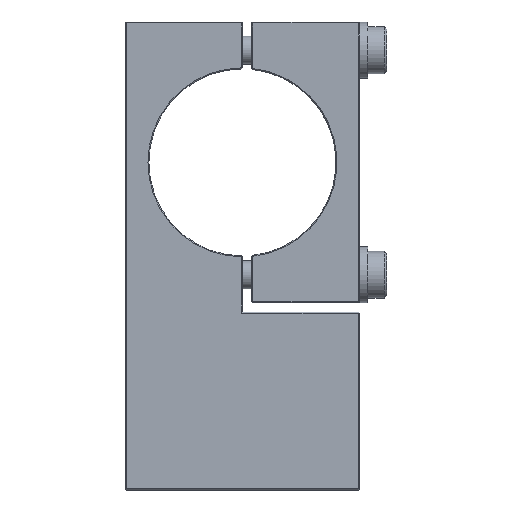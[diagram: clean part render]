
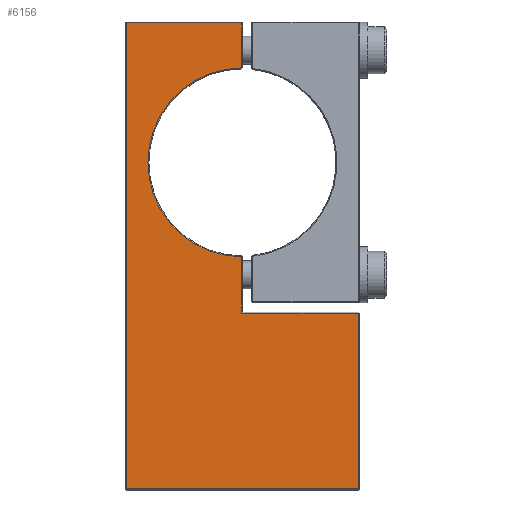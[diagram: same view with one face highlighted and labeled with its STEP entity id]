
A CAD part, top view. The second image highlights one B-rep face of the part: STEP entity #6156.
In plain terms, the highlighted planar face has unit normal (0, 0, 1).
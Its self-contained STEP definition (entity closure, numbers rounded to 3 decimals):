
#176=PLANE('',#6585);
#392=FACE_OUTER_BOUND('',#759,.T.);
#759=EDGE_LOOP('',(#4668,#4669,#4670,#4671,#4672,#4673,#4674,#4675));
#993=CIRCLE('',#6568,20.2);
#1641=LINE('',#15233,#2044);
#1643=LINE('',#15236,#2046);
#1647=LINE('',#15245,#2050);
#1657=LINE('',#15263,#2060);
#1663=LINE('',#15272,#2066);
#1667=LINE('',#15278,#2070);
#1671=LINE('',#15284,#2074);
#2044=VECTOR('',#7284,10.);
#2046=VECTOR('',#7288,10.);
#2050=VECTOR('',#7302,10.);
#2060=VECTOR('',#7328,10.);
#2066=VECTOR('',#7340,10.);
#2070=VECTOR('',#7348,10.);
#2074=VECTOR('',#7356,10.);
#2506=VERTEX_POINT('',#15100);
#2509=VERTEX_POINT('',#15107);
#2515=VERTEX_POINT('',#15121);
#2522=VERTEX_POINT('',#15140);
#2527=VERTEX_POINT('',#15154);
#2534=VERTEX_POINT('',#15170);
#2539=VERTEX_POINT('',#15184);
#2545=VERTEX_POINT('',#15198);
#3278=EDGE_CURVE('',#2539,#2545,#1641,.T.);
#3280=EDGE_CURVE('',#2545,#2534,#1643,.T.);
#3286=EDGE_CURVE('',#2527,#2539,#1647,.T.);
#3292=EDGE_CURVE('',#2534,#2522,#993,.T.);
#3298=EDGE_CURVE('',#2515,#2527,#1657,.T.);
#3304=EDGE_CURVE('',#2522,#2509,#1663,.T.);
#3308=EDGE_CURVE('',#2506,#2515,#1667,.T.);
#3312=EDGE_CURVE('',#2509,#2506,#1671,.T.);
#4668=ORIENTED_EDGE('',*,*,#3278,.F.);
#4669=ORIENTED_EDGE('',*,*,#3286,.F.);
#4670=ORIENTED_EDGE('',*,*,#3298,.F.);
#4671=ORIENTED_EDGE('',*,*,#3308,.F.);
#4672=ORIENTED_EDGE('',*,*,#3312,.F.);
#4673=ORIENTED_EDGE('',*,*,#3304,.F.);
#4674=ORIENTED_EDGE('',*,*,#3292,.F.);
#4675=ORIENTED_EDGE('',*,*,#3280,.F.);
#6156=ADVANCED_FACE('',(#392),#176,.T.);
#6568=AXIS2_PLACEMENT_3D('',#15254,#7314,#7315);
#6585=AXIS2_PLACEMENT_3D('',#15291,#7368,#7369);
#7284=DIRECTION('',(1.,0.,0.));
#7288=DIRECTION('',(0.,-1.,0.));
#7302=DIRECTION('',(0.,1.,0.));
#7314=DIRECTION('center_axis',(0.,0.,1.));
#7315=DIRECTION('ref_axis',(-1.,0.,0.));
#7328=DIRECTION('',(-1.,0.,0.));
#7340=DIRECTION('',(0.,-1.,0.));
#7348=DIRECTION('',(0.,-1.,0.));
#7356=DIRECTION('',(1.,0.,0.));
#7368=DIRECTION('center_axis',(0.,0.,1.));
#7369=DIRECTION('ref_axis',(1.,0.,0.));
#15100=CARTESIAN_POINT('',(49.8,37.8,15.));
#15107=CARTESIAN_POINT('',(24.8,37.8,15.));
#15121=CARTESIAN_POINT('',(49.8,0.2,15.));
#15140=CARTESIAN_POINT('',(24.8,49.801,15.));
#15154=CARTESIAN_POINT('',(0.2,0.2,15.));
#15170=CARTESIAN_POINT('',(24.8,90.199,15.));
#15184=CARTESIAN_POINT('',(0.2,99.8,15.));
#15198=CARTESIAN_POINT('',(24.8,99.8,15.));
#15233=CARTESIAN_POINT('',(25.,99.8,15.));
#15236=CARTESIAN_POINT('',(24.8,44.,15.));
#15245=CARTESIAN_POINT('',(0.2,75.,15.));
#15254=CARTESIAN_POINT('Origin',(25.,70.,15.));
#15263=CARTESIAN_POINT('',(12.5,0.2,15.));
#15272=CARTESIAN_POINT('',(24.8,44.,15.));
#15278=CARTESIAN_POINT('',(49.8,25.,15.));
#15284=CARTESIAN_POINT('',(37.5,37.8,15.));
#15291=CARTESIAN_POINT('Origin',(25.,50.,15.));
